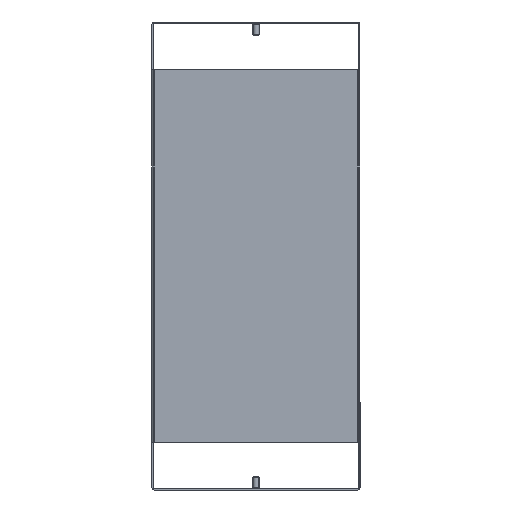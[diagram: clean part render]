
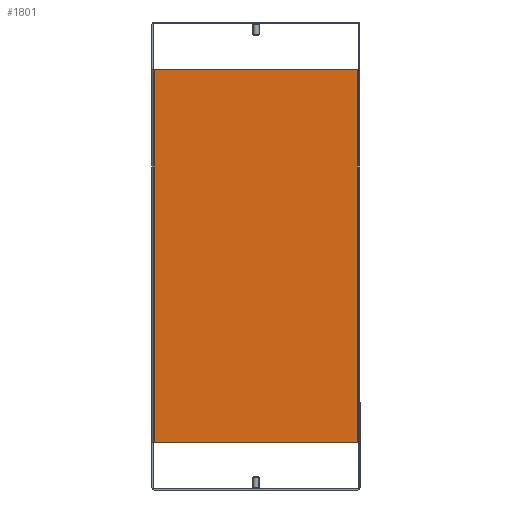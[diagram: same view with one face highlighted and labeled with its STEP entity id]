
A CAD part, left-side view. The second image highlights one B-rep face of the part: STEP entity #1801.
In plain terms, the highlighted face is planar.
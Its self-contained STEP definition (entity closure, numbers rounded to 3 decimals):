
#22 = ORIENTED_EDGE ( 'NONE', *, *, #697, .T. ) ;
#58 = VECTOR ( 'NONE', #301, 1000. ) ;
#76 = DIRECTION ( 'NONE',  ( 0., 0., 1. ) ) ;
#225 = PLANE ( 'NONE',  #950 ) ;
#272 = VERTEX_POINT ( 'NONE', #1789 ) ;
#301 = DIRECTION ( 'NONE',  ( -1., 0., 0. ) ) ;
#316 = CARTESIAN_POINT ( 'NONE',  ( -357.9, 0., 0. ) ) ;
#336 = EDGE_CURVE ( 'NONE', #1213, #800, #602, .T. ) ;
#357 = DIRECTION ( 'NONE',  ( 0., 1., 0. ) ) ;
#377 = FACE_OUTER_BOUND ( 'NONE', #1471, .T. ) ;
#379 = LINE ( 'NONE', #963, #1401 ) ;
#453 = DIRECTION ( 'NONE',  ( 1., 0., 0. ) ) ;
#507 = CARTESIAN_POINT ( 'NONE',  ( 0., 0., 0. ) ) ;
#580 = ORIENTED_EDGE ( 'NONE', *, *, #816, .T. ) ;
#602 = LINE ( 'NONE', #1200, #1256 ) ;
#697 = EDGE_CURVE ( 'NONE', #1349, #272, #1384, .T. ) ;
#772 = ORIENTED_EDGE ( 'NONE', *, *, #336, .T. ) ;
#800 = VERTEX_POINT ( 'NONE', #1107 ) ;
#816 = EDGE_CURVE ( 'NONE', #800, #1349, #1703, .T. ) ;
#950 = AXIS2_PLACEMENT_3D ( 'NONE', #1427, #76, #1712 ) ;
#963 = CARTESIAN_POINT ( 'NONE',  ( -357.9, 0., 0. ) ) ;
#1107 = CARTESIAN_POINT ( 'NONE',  ( 0., 0., 0. ) ) ;
#1195 = CARTESIAN_POINT ( 'NONE',  ( 0., 196., 0. ) ) ;
#1200 = CARTESIAN_POINT ( 'NONE',  ( 0., 0., 0. ) ) ;
#1213 = VERTEX_POINT ( 'NONE', #316 ) ;
#1256 = VECTOR ( 'NONE', #453, 1000. ) ;
#1349 = VERTEX_POINT ( 'NONE', #1561 ) ;
#1355 = EDGE_CURVE ( 'NONE', #272, #1213, #379, .T. ) ;
#1384 = LINE ( 'NONE', #1195, #58 ) ;
#1401 = VECTOR ( 'NONE', #1572, 1000. ) ;
#1427 = CARTESIAN_POINT ( 'NONE',  ( 0., 0., 0. ) ) ;
#1456 = VECTOR ( 'NONE', #357, 1000. ) ;
#1471 = EDGE_LOOP ( 'NONE', ( #580, #22, #1775, #772 ) ) ;
#1561 = CARTESIAN_POINT ( 'NONE',  ( 0., 196., 0. ) ) ;
#1572 = DIRECTION ( 'NONE',  ( 0., -1., 0. ) ) ;
#1703 = LINE ( 'NONE', #507, #1456 ) ;
#1712 = DIRECTION ( 'NONE',  ( 1., 0., 0. ) ) ;
#1775 = ORIENTED_EDGE ( 'NONE', *, *, #1355, .T. ) ;
#1789 = CARTESIAN_POINT ( 'NONE',  ( -357.9, 196., 0. ) ) ;
#1801 = ADVANCED_FACE ( 'NONE', ( #377 ), #225, .T. ) ;
